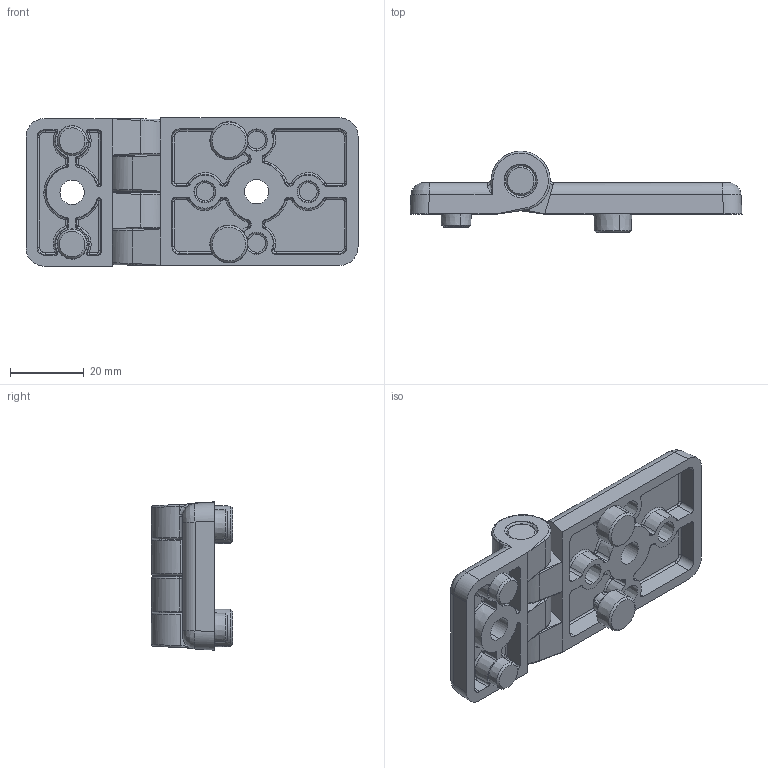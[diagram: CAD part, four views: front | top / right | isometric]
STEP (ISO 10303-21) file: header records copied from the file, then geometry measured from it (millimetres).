
FILE_DESCRIPTION (( 'STEP AP203' ), '1' );
FILE_NAME ('402535689_c_1.STEP', '2023-02-24T05:45:38', ( '' ), ( '' ), 'SwSTEP 2.0', 'SolidWorks 2014', '' );
FILE_SCHEMA (( 'CONFIG_CONTROL_DESIGN' ));
Length unit declared in the file: millimetre
Products named in the file (6): 095KS01_095ks02; 340me031e; 095ks30f00; 402535689_c_1; 095KS01_095ks01; 095ks60f00
Assembly tree (7 placements, depth 2):
  402535689_c_1
    095ks30f00
    340me031e
    095KS01_095ks01  x2
    095KS01_095ks02  x2
    095ks60f00
Bounding box: 90 x 22 x 40.2 mm (x, y, z)
Volume: 25532.8 mm3; surface area: 16872.2 mm2
Topology: 7 solids, 7 shells, 507 faces, 1232 edges, 751 vertices
Faces by surface type: cylinder 171, bspline 98, plane 85, cone 82, torus 59, sphere 12
Entity records: 19164 total; most frequent: CARTESIAN_POINT 9217, ORIENTED_EDGE 2076, DIRECTION 1766, EDGE_CURVE 1038, AXIS2_PLACEMENT_3D 717, VERTEX_POINT 630, EDGE_LOOP 462, FACE_OUTER_BOUND 434
